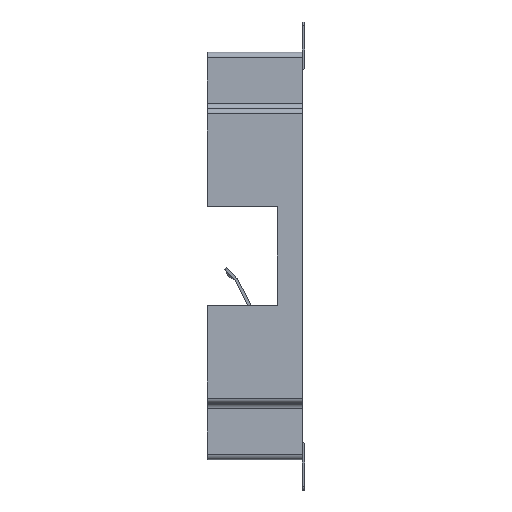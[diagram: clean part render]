
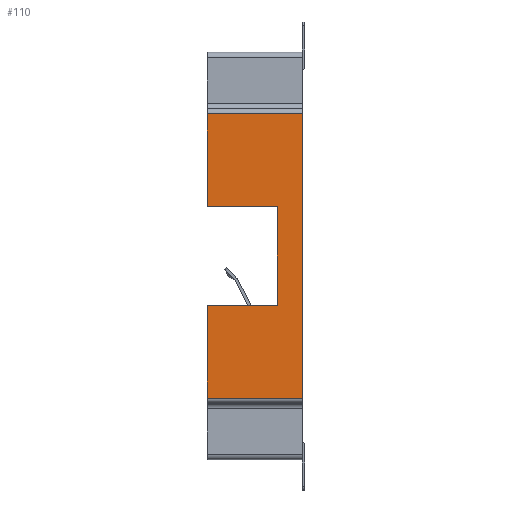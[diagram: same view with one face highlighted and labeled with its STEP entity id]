
A CAD part, left-side view. The second image highlights one B-rep face of the part: STEP entity #110.
In plain terms, the highlighted planar face has unit normal (-1, 0, 0).
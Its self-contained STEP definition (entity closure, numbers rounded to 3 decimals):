
#110=ADVANCED_FACE('NONE',(#546),#547,.F.);
#546=FACE_OUTER_BOUND('',#1326,.T.);
#547=PLANE('',#1327);
#1326=EDGE_LOOP('',(#2978,#2979,#2980,#2981,#2982,#2983,#2984,#2985));
#1327=AXIS2_PLACEMENT_3D('',#2986,#2987,#2988);
#2978=ORIENTED_EDGE('',*,*,#5909,.F.);
#2979=ORIENTED_EDGE('',*,*,#5910,.F.);
#2980=ORIENTED_EDGE('',*,*,#5735,.T.);
#2981=ORIENTED_EDGE('',*,*,#5911,.F.);
#2982=ORIENTED_EDGE('',*,*,#5912,.F.);
#2983=ORIENTED_EDGE('',*,*,#5913,.F.);
#2984=ORIENTED_EDGE('',*,*,#5914,.F.);
#2985=ORIENTED_EDGE('',*,*,#5915,.F.);
#2986=CARTESIAN_POINT('',(-8.0,0.0,8.2));
#2987=DIRECTION('',(1.0,-0.0,0.0));
#2988=DIRECTION('',(0.0,1.0,-0.0));
#5735=EDGE_CURVE('NONE',#6853,#6851,#6854,.T.);
#5909=EDGE_CURVE('NONE',#7158,#7159,#7160,.T.);
#5910=EDGE_CURVE('NONE',#6853,#7158,#7161,.T.);
#5911=EDGE_CURVE('NONE',#7162,#6851,#7163,.T.);
#5912=EDGE_CURVE('NONE',#7164,#7162,#7165,.T.);
#5913=EDGE_CURVE('NONE',#7166,#7164,#7167,.T.);
#5914=EDGE_CURVE('NONE',#7168,#7166,#7169,.T.);
#5915=EDGE_CURVE('NONE',#7159,#7168,#7170,.T.);
#6851=VERTEX_POINT('NONE',#8620);
#6853=VERTEX_POINT('NONE',#8622);
#6854=LINE('',#8623,#8624);
#7158=VERTEX_POINT('NONE',#9056);
#7159=VERTEX_POINT('NONE',#9057);
#7160=LINE('',#9058,#9059);
#7161=LINE('',#9060,#9061);
#7162=VERTEX_POINT('NONE',#9062);
#7163=LINE('',#9063,#9064);
#7164=VERTEX_POINT('NONE',#9065);
#7165=LINE('',#9066,#9067);
#7166=VERTEX_POINT('NONE',#9068);
#7167=LINE('',#9069,#9070);
#7168=VERTEX_POINT('NONE',#9071);
#7169=LINE('',#9072,#9073);
#7170=LINE('',#9074,#9075);
#8620=CARTESIAN_POINT('',(-8.0,0.0,8.2));
#8622=CARTESIAN_POINT('',(-8.0,0.0,-8.2));
#8623=CARTESIAN_POINT('',(-8.0,0.0,0.0));
#8624=VECTOR('',#11693,1000.0);
#9056=CARTESIAN_POINT('',(-8.0,5.5,-8.2));
#9057=CARTESIAN_POINT('',(-8.0,5.5,-2.85));
#9058=CARTESIAN_POINT('',(-8.0,5.5,0.0));
#9059=VECTOR('',#11957,1000.0);
#9060=CARTESIAN_POINT('',(-8.0,2.75,-8.2));
#9061=VECTOR('',#11958,1000.0);
#9062=CARTESIAN_POINT('',(-8.0,5.5,8.2));
#9063=CARTESIAN_POINT('',(-8.0,2.75,8.2));
#9064=VECTOR('',#11959,1000.0);
#9065=CARTESIAN_POINT('',(-8.0,5.5,2.85));
#9066=CARTESIAN_POINT('',(-8.0,5.5,0.0));
#9067=VECTOR('',#11960,1000.0);
#9068=CARTESIAN_POINT('',(-8.0,1.45,2.85));
#9069=CARTESIAN_POINT('',(-8.0,2.75,2.85));
#9070=VECTOR('',#11961,1000.0);
#9071=CARTESIAN_POINT('',(-8.0,1.45,-2.85));
#9072=CARTESIAN_POINT('',(-8.0,1.45,0.0));
#9073=VECTOR('',#11962,1000.0);
#9074=CARTESIAN_POINT('',(-8.0,2.75,-2.85));
#9075=VECTOR('',#11963,1000.0);
#11693=DIRECTION('',(0.0,0.0,1.0));
#11957=DIRECTION('',(-0.0,-0.0,1.0));
#11958=DIRECTION('',(0.0,1.0,0.0));
#11959=DIRECTION('',(-0.0,-1.0,-0.0));
#11960=DIRECTION('',(-0.0,-0.0,1.0));
#11961=DIRECTION('',(0.0,1.0,0.0));
#11962=DIRECTION('',(-0.0,-0.0,1.0));
#11963=DIRECTION('',(-0.0,-1.0,-0.0));
